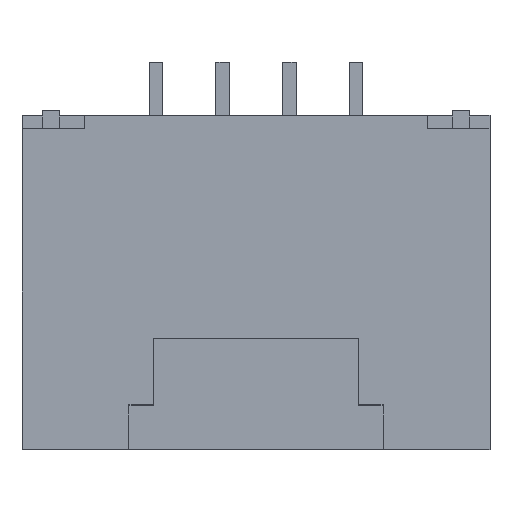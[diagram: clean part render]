
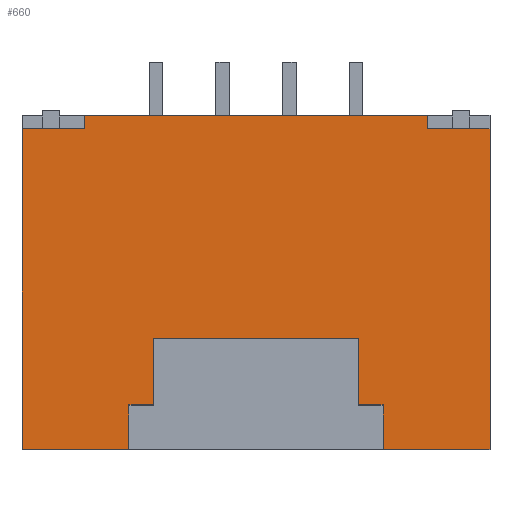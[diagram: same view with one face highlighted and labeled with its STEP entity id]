
A CAD part, top view. The second image highlights one B-rep face of the part: STEP entity #660.
In plain terms, the highlighted planar face has unit normal (0, 0, 1).
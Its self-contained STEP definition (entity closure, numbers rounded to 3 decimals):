
#21 = EDGE_CURVE('',#22,#24,#26,.T.);
#22 = VERTEX_POINT('',#23);
#23 = CARTESIAN_POINT('',(5.25,1.72,5.9));
#24 = VERTEX_POINT('',#25);
#25 = CARTESIAN_POINT('',(3.85,1.72,5.9));
#26 = LINE('',#27,#28);
#27 = CARTESIAN_POINT('',(5.25,1.72,5.9));
#28 = VECTOR('',#29,1.);
#29 = DIRECTION('',(-1.,0.,0.));
#169 = EDGE_CURVE('',#170,#172,#174,.T.);
#170 = VERTEX_POINT('',#171);
#171 = CARTESIAN_POINT('',(-5.25,1.72,5.9));
#172 = VERTEX_POINT('',#173);
#173 = CARTESIAN_POINT('',(-3.85,1.72,5.9));
#174 = LINE('',#175,#176);
#175 = CARTESIAN_POINT('',(-5.25,1.72,5.9));
#176 = VECTOR('',#177,1.);
#177 = DIRECTION('',(1.,0.,0.));
#318 = VERTEX_POINT('',#319);
#319 = CARTESIAN_POINT('',(5.25,-5.48,5.9));
#357 = EDGE_CURVE('',#318,#22,#358,.T.);
#358 = LINE('',#359,#360);
#359 = CARTESIAN_POINT('',(5.25,-5.48,5.9));
#360 = VECTOR('',#361,1.);
#361 = DIRECTION('',(0.,1.,0.));
#570 = EDGE_CURVE('',#571,#318,#573,.T.);
#571 = VERTEX_POINT('',#572);
#572 = CARTESIAN_POINT('',(2.85,-5.48,5.9));
#573 = LINE('',#574,#575);
#574 = CARTESIAN_POINT('',(-5.25,-5.48,5.9));
#575 = VECTOR('',#576,1.);
#576 = DIRECTION('',(1.,0.,0.));
#627 = VERTEX_POINT('',#628);
#628 = CARTESIAN_POINT('',(-2.85,-5.48,5.9));
#634 = EDGE_CURVE('',#635,#627,#637,.T.);
#635 = VERTEX_POINT('',#636);
#636 = CARTESIAN_POINT('',(-5.25,-5.48,5.9));
#637 = LINE('',#638,#639);
#638 = CARTESIAN_POINT('',(-5.25,-5.48,5.9));
#639 = VECTOR('',#640,1.);
#640 = DIRECTION('',(1.,0.,0.));
#660 = ADVANCED_FACE('',(#661),#750,.F.);
#661 = FACE_BOUND('',#662,.T.);
#662 = EDGE_LOOP('',(#663,#664,#672,#680,#686,#687,#693,#694,#702,#710,
    #718,#726,#734,#742,#748,#749));
#663 = ORIENTED_EDGE('',*,*,#21,.T.);
#664 = ORIENTED_EDGE('',*,*,#665,.T.);
#665 = EDGE_CURVE('',#24,#666,#668,.T.);
#666 = VERTEX_POINT('',#667);
#667 = CARTESIAN_POINT('',(3.85,2.02,5.9));
#668 = LINE('',#669,#670);
#669 = CARTESIAN_POINT('',(3.85,2.02,5.9));
#670 = VECTOR('',#671,1.);
#671 = DIRECTION('',(0.,1.,0.));
#672 = ORIENTED_EDGE('',*,*,#673,.F.);
#673 = EDGE_CURVE('',#674,#666,#676,.T.);
#674 = VERTEX_POINT('',#675);
#675 = CARTESIAN_POINT('',(-3.85,2.02,5.9));
#676 = LINE('',#677,#678);
#677 = CARTESIAN_POINT('',(-5.25,2.02,5.9));
#678 = VECTOR('',#679,1.);
#679 = DIRECTION('',(1.,0.,0.));
#680 = ORIENTED_EDGE('',*,*,#681,.F.);
#681 = EDGE_CURVE('',#172,#674,#682,.T.);
#682 = LINE('',#683,#684);
#683 = CARTESIAN_POINT('',(-3.85,2.02,5.9));
#684 = VECTOR('',#685,1.);
#685 = DIRECTION('',(0.,1.,0.));
#686 = ORIENTED_EDGE('',*,*,#169,.F.);
#687 = ORIENTED_EDGE('',*,*,#688,.F.);
#688 = EDGE_CURVE('',#635,#170,#689,.T.);
#689 = LINE('',#690,#691);
#690 = CARTESIAN_POINT('',(-5.25,-5.48,5.9));
#691 = VECTOR('',#692,1.);
#692 = DIRECTION('',(0.,1.,0.));
#693 = ORIENTED_EDGE('',*,*,#634,.T.);
#694 = ORIENTED_EDGE('',*,*,#695,.F.);
#695 = EDGE_CURVE('',#696,#627,#698,.T.);
#696 = VERTEX_POINT('',#697);
#697 = CARTESIAN_POINT('',(-2.85,-4.48,5.9));
#698 = LINE('',#699,#700);
#699 = CARTESIAN_POINT('',(-2.85,-4.48,5.9));
#700 = VECTOR('',#701,1.);
#701 = DIRECTION('',(0.,-1.,0.));
#702 = ORIENTED_EDGE('',*,*,#703,.F.);
#703 = EDGE_CURVE('',#704,#696,#706,.T.);
#704 = VERTEX_POINT('',#705);
#705 = CARTESIAN_POINT('',(-2.3,-4.48,5.9));
#706 = LINE('',#707,#708);
#707 = CARTESIAN_POINT('',(-2.85,-4.48,5.9));
#708 = VECTOR('',#709,1.);
#709 = DIRECTION('',(-1.,0.,0.));
#710 = ORIENTED_EDGE('',*,*,#711,.F.);
#711 = EDGE_CURVE('',#712,#704,#714,.T.);
#712 = VERTEX_POINT('',#713);
#713 = CARTESIAN_POINT('',(-2.3,-2.98,5.9));
#714 = LINE('',#715,#716);
#715 = CARTESIAN_POINT('',(-2.3,-2.98,5.9));
#716 = VECTOR('',#717,1.);
#717 = DIRECTION('',(0.,-1.,0.));
#718 = ORIENTED_EDGE('',*,*,#719,.F.);
#719 = EDGE_CURVE('',#720,#712,#722,.T.);
#720 = VERTEX_POINT('',#721);
#721 = CARTESIAN_POINT('',(2.3,-2.98,5.9));
#722 = LINE('',#723,#724);
#723 = CARTESIAN_POINT('',(-2.3,-2.98,5.9));
#724 = VECTOR('',#725,1.);
#725 = DIRECTION('',(-1.,0.,0.));
#726 = ORIENTED_EDGE('',*,*,#727,.T.);
#727 = EDGE_CURVE('',#720,#728,#730,.T.);
#728 = VERTEX_POINT('',#729);
#729 = CARTESIAN_POINT('',(2.3,-4.48,5.9));
#730 = LINE('',#731,#732);
#731 = CARTESIAN_POINT('',(2.3,-2.98,5.9));
#732 = VECTOR('',#733,1.);
#733 = DIRECTION('',(0.,-1.,0.));
#734 = ORIENTED_EDGE('',*,*,#735,.F.);
#735 = EDGE_CURVE('',#736,#728,#738,.T.);
#736 = VERTEX_POINT('',#737);
#737 = CARTESIAN_POINT('',(2.85,-4.48,5.9));
#738 = LINE('',#739,#740);
#739 = CARTESIAN_POINT('',(-2.85,-4.48,5.9));
#740 = VECTOR('',#741,1.);
#741 = DIRECTION('',(-1.,0.,0.));
#742 = ORIENTED_EDGE('',*,*,#743,.T.);
#743 = EDGE_CURVE('',#736,#571,#744,.T.);
#744 = LINE('',#745,#746);
#745 = CARTESIAN_POINT('',(2.85,-4.48,5.9));
#746 = VECTOR('',#747,1.);
#747 = DIRECTION('',(0.,-1.,0.));
#748 = ORIENTED_EDGE('',*,*,#570,.T.);
#749 = ORIENTED_EDGE('',*,*,#357,.T.);
#750 = PLANE('',#751);
#751 = AXIS2_PLACEMENT_3D('',#752,#753,#754);
#752 = CARTESIAN_POINT('',(-5.25,-5.48,5.9));
#753 = DIRECTION('',(0.,0.,-1.));
#754 = DIRECTION('',(0.,-1.,0.));
